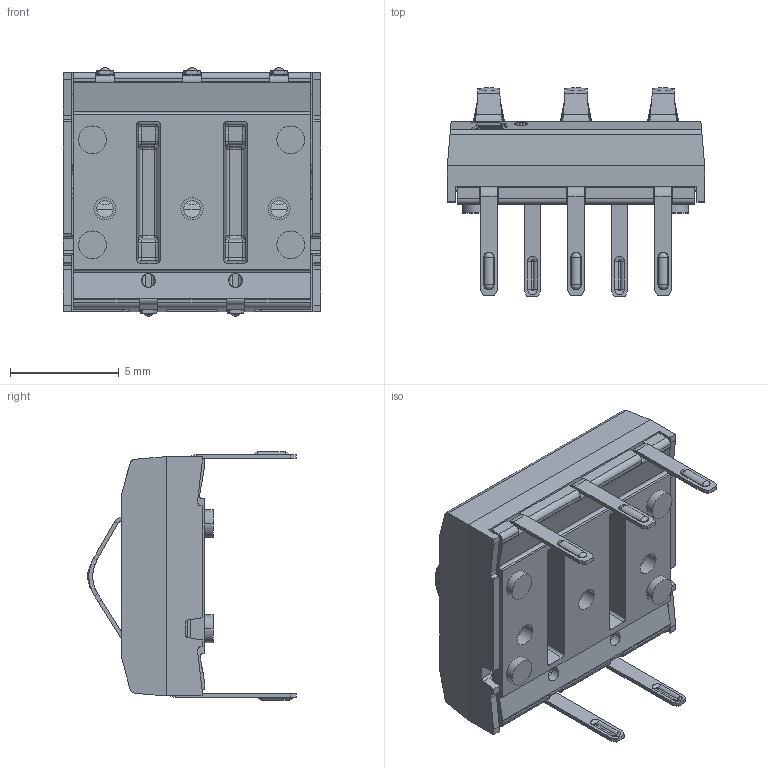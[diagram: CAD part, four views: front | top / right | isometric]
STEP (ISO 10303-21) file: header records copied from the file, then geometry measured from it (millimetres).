
FILE_DESCRIPTION((''),'2;1');
FILE_NAME('33756-73706','2021-04-30T10:55:44',('RICKB'),('Bourns, Inc.'),'CREO PARAMETRIC BY PTC INC, 2018050','CREO PARAMETRIC BY PTC INC, 2018050','');
FILE_SCHEMA(('AUTOMOTIVE_DESIGN { 1 0 10303 214 1 1 1 1 }'));
Length unit declared in the file: inch
Products named in the file (1): 33756-73706
Bounding box: 11.82 x 9.57 x 11.4 mm (x, y, z)
Volume: 239.2 mm3; surface area: 1072.8 mm2
Topology: 1 solids, 1 shells, 989 faces, 2688 edges, 1659 vertices
Faces by surface type: plane 606, cylinder 261, bspline 66, sphere 36, torus 20
Entity records: 42741 total; most frequent: CARTESIAN_POINT 10070, ORIENTED_EDGE 5312, DIRECTION 4811, PRESENTATION_STYLE_ASSIGNMENT 2669, STYLED_ITEM 2657, CURVE_STYLE 2656, EDGE_CURVE 2656, VECTOR 1869
